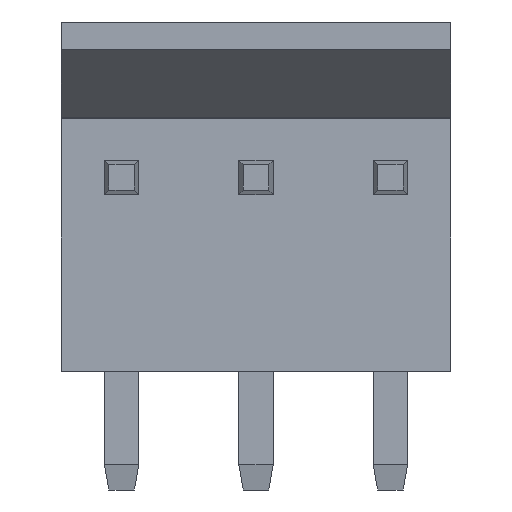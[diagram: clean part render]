
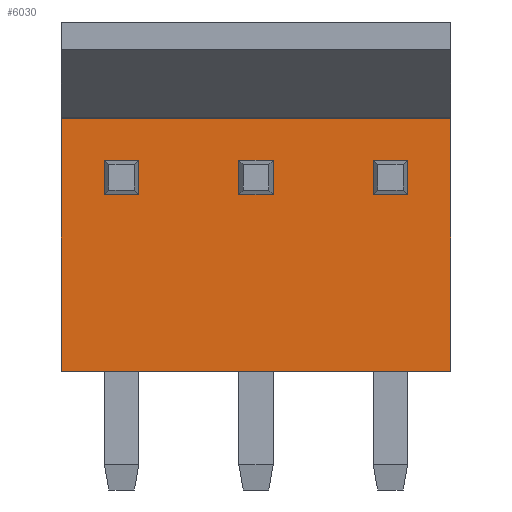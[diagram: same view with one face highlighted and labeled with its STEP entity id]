
A CAD part, front view. The second image highlights one B-rep face of the part: STEP entity #6030.
In plain terms, the highlighted planar face has unit normal (0, -1, 0).
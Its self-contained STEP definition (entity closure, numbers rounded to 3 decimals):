
#470=ORIENTED_EDGE('',*,*,#1698,.T.);
#471=ORIENTED_EDGE('',*,*,#1699,.T.);
#472=ORIENTED_EDGE('',*,*,#1700,.T.);
#473=ORIENTED_EDGE('',*,*,#1701,.T.);
#474=ORIENTED_EDGE('',*,*,#1702,.T.);
#475=ORIENTED_EDGE('',*,*,#1703,.T.);
#476=ORIENTED_EDGE('',*,*,#1704,.T.);
#477=ORIENTED_EDGE('',*,*,#1705,.T.);
#478=ORIENTED_EDGE('',*,*,#1706,.T.);
#479=ORIENTED_EDGE('',*,*,#1707,.T.);
#480=ORIENTED_EDGE('',*,*,#1708,.T.);
#481=ORIENTED_EDGE('',*,*,#1709,.T.);
#482=ORIENTED_EDGE('',*,*,#1710,.T.);
#483=ORIENTED_EDGE('',*,*,#1711,.T.);
#484=ORIENTED_EDGE('',*,*,#1712,.F.);
#485=ORIENTED_EDGE('',*,*,#1713,.F.);
#1698=EDGE_CURVE('',#2316,#2317,#2736,.T.);
#1699=EDGE_CURVE('',#2317,#2318,#2737,.T.);
#1700=EDGE_CURVE('',#2318,#2319,#2738,.T.);
#1701=EDGE_CURVE('',#2319,#2316,#2739,.T.);
#1702=EDGE_CURVE('',#2320,#2321,#2740,.T.);
#1703=EDGE_CURVE('',#2321,#2322,#2741,.T.);
#1704=EDGE_CURVE('',#2322,#2323,#2742,.T.);
#1705=EDGE_CURVE('',#2323,#2320,#2743,.T.);
#1706=EDGE_CURVE('',#2324,#2325,#2744,.T.);
#1707=EDGE_CURVE('',#2325,#2326,#2745,.T.);
#1708=EDGE_CURVE('',#2326,#2327,#2746,.T.);
#1709=EDGE_CURVE('',#2327,#2324,#2747,.T.);
#1710=EDGE_CURVE('',#2328,#2329,#2748,.T.);
#1711=EDGE_CURVE('',#2329,#2330,#2749,.T.);
#1712=EDGE_CURVE('',#2331,#2330,#2750,.T.);
#1713=EDGE_CURVE('',#2328,#2331,#2751,.T.);
#2316=VERTEX_POINT('',#7446);
#2317=VERTEX_POINT('',#7447);
#2318=VERTEX_POINT('',#7449);
#2319=VERTEX_POINT('',#7451);
#2320=VERTEX_POINT('',#7454);
#2321=VERTEX_POINT('',#7455);
#2322=VERTEX_POINT('',#7457);
#2323=VERTEX_POINT('',#7459);
#2324=VERTEX_POINT('',#7462);
#2325=VERTEX_POINT('',#7463);
#2326=VERTEX_POINT('',#7465);
#2327=VERTEX_POINT('',#7467);
#2328=VERTEX_POINT('',#7470);
#2329=VERTEX_POINT('',#7471);
#2330=VERTEX_POINT('',#7473);
#2331=VERTEX_POINT('',#7475);
#2736=LINE('',#7445,#3056);
#2737=LINE('',#7448,#3057);
#2738=LINE('',#7450,#3058);
#2739=LINE('',#7452,#3059);
#2740=LINE('',#7453,#3060);
#2741=LINE('',#7456,#3061);
#2742=LINE('',#7458,#3062);
#2743=LINE('',#7460,#3063);
#2744=LINE('',#7461,#3064);
#2745=LINE('',#7464,#3065);
#2746=LINE('',#7466,#3066);
#2747=LINE('',#7468,#3067);
#2748=LINE('',#7469,#3068);
#2749=LINE('',#7472,#3069);
#2750=LINE('',#7474,#3070);
#2751=LINE('',#7476,#3071);
#3056=VECTOR('',#6622,1000.);
#3057=VECTOR('',#6623,1000.);
#3058=VECTOR('',#6624,1000.);
#3059=VECTOR('',#6625,1000.);
#3060=VECTOR('',#6626,1000.);
#3061=VECTOR('',#6627,1000.);
#3062=VECTOR('',#6628,1000.);
#3063=VECTOR('',#6629,1000.);
#3064=VECTOR('',#6630,1000.);
#3065=VECTOR('',#6631,1000.);
#3066=VECTOR('',#6632,1000.);
#3067=VECTOR('',#6633,1000.);
#3068=VECTOR('',#6634,1000.);
#3069=VECTOR('',#6635,1000.);
#3070=VECTOR('',#6636,1000.);
#3071=VECTOR('',#6637,1000.);
#3349=EDGE_LOOP('',(#470,#471,#472,#473));
#3350=EDGE_LOOP('',(#474,#475,#476,#477));
#3351=EDGE_LOOP('',(#478,#479,#480,#481));
#3352=EDGE_LOOP('',(#482,#483,#484,#485));
#3643=FACE_BOUND('',#3349,.T.);
#3644=FACE_BOUND('',#3350,.T.);
#3645=FACE_BOUND('',#3351,.T.);
#3646=FACE_BOUND('',#3352,.T.);
#3931=PLANE('',#6324);
#6030=ADVANCED_FACE('',(#3643,#3644,#3645,#3646),#3931,.T.);
#6324=AXIS2_PLACEMENT_3D('',#7444,#6620,#6621);
#6620=DIRECTION('',(0.,-1.,0.));
#6621=DIRECTION('',(1.,0.,0.));
#6622=DIRECTION('',(0.,0.,-1.));
#6623=DIRECTION('',(-1.,0.,0.));
#6624=DIRECTION('',(0.,0.,1.));
#6625=DIRECTION('',(1.,0.,0.));
#6626=DIRECTION('',(0.,0.,-1.));
#6627=DIRECTION('',(-1.,0.,0.));
#6628=DIRECTION('',(0.,0.,1.));
#6629=DIRECTION('',(1.,0.,0.));
#6630=DIRECTION('',(-1.,0.,0.));
#6631=DIRECTION('',(0.,0.,1.));
#6632=DIRECTION('',(1.,0.,0.));
#6633=DIRECTION('',(0.,0.,-1.));
#6634=DIRECTION('',(0.,0.,1.));
#6635=DIRECTION('',(-1.,0.,0.));
#6636=DIRECTION('',(0.,0.,1.));
#6637=DIRECTION('',(-1.,0.,0.));
#7444=CARTESIAN_POINT('',(5.738,-8.915,0.));
#7445=CARTESIAN_POINT('',(4.468,-8.915,6.223));
#7446=CARTESIAN_POINT('',(4.468,-8.915,6.223));
#7447=CARTESIAN_POINT('',(4.468,-8.915,5.207));
#7448=CARTESIAN_POINT('',(4.468,-8.915,5.207));
#7449=CARTESIAN_POINT('',(3.452,-8.915,5.207));
#7450=CARTESIAN_POINT('',(3.452,-8.915,5.207));
#7451=CARTESIAN_POINT('',(3.452,-8.915,6.223));
#7452=CARTESIAN_POINT('',(3.452,-8.915,6.223));
#7453=CARTESIAN_POINT('',(0.508,-8.915,6.223));
#7454=CARTESIAN_POINT('',(0.508,-8.915,6.223));
#7455=CARTESIAN_POINT('',(0.508,-8.915,5.207));
#7456=CARTESIAN_POINT('',(0.508,-8.915,5.207));
#7457=CARTESIAN_POINT('',(-0.508,-8.915,5.207));
#7458=CARTESIAN_POINT('',(-0.508,-8.915,5.207));
#7459=CARTESIAN_POINT('',(-0.508,-8.915,6.223));
#7460=CARTESIAN_POINT('',(-0.508,-8.915,6.223));
#7461=CARTESIAN_POINT('',(-3.452,-8.915,5.207));
#7462=CARTESIAN_POINT('',(-3.452,-8.915,5.207));
#7463=CARTESIAN_POINT('',(-4.468,-8.915,5.207));
#7464=CARTESIAN_POINT('',(-4.468,-8.915,5.207));
#7465=CARTESIAN_POINT('',(-4.468,-8.915,6.223));
#7466=CARTESIAN_POINT('',(-4.468,-8.915,6.223));
#7467=CARTESIAN_POINT('',(-3.452,-8.915,6.223));
#7468=CARTESIAN_POINT('',(-3.452,-8.915,6.223));
#7469=CARTESIAN_POINT('',(5.738,-8.915,0.));
#7470=CARTESIAN_POINT('',(5.738,-8.915,0.));
#7471=CARTESIAN_POINT('',(5.738,-8.915,7.44));
#7472=CARTESIAN_POINT('',(5.738,-8.915,7.44));
#7473=CARTESIAN_POINT('',(-5.738,-8.915,7.44));
#7474=CARTESIAN_POINT('',(-5.738,-8.915,0.));
#7475=CARTESIAN_POINT('',(-5.738,-8.915,0.));
#7476=CARTESIAN_POINT('',(5.738,-8.915,0.));
